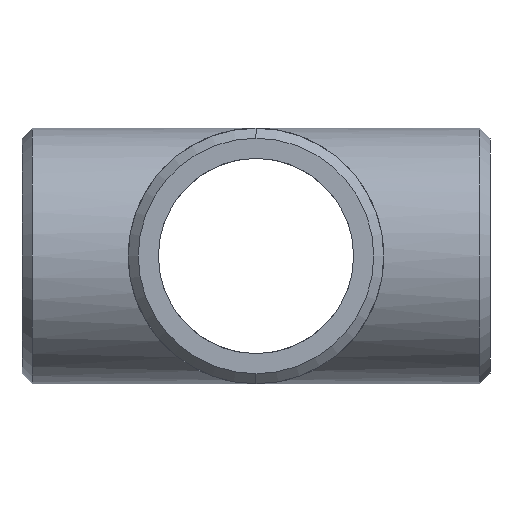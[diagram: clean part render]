
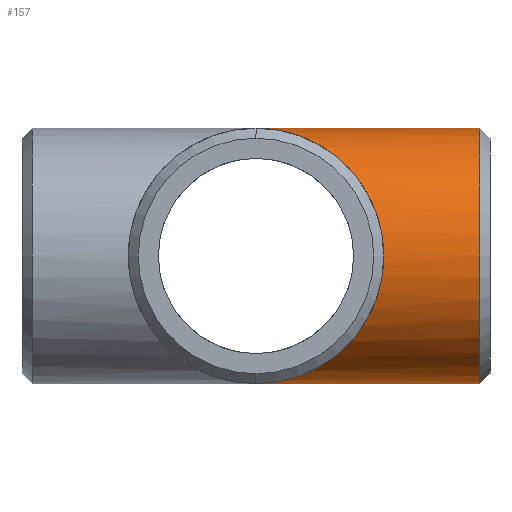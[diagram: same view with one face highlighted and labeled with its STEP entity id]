
A CAD part, left-side view. The second image highlights one B-rep face of the part: STEP entity #157.
In plain terms, the highlighted cylindrical face has radius 57.15 mm (diameter 114.3 mm), a partial arc.
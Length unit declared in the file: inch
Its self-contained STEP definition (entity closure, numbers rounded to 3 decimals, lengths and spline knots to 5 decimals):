
#18 = VERTEX_POINT ( 'NONE', #690 ) ;
#45 = VERTEX_POINT ( 'NONE', #518 ) ;
#71 = ORIENTED_EDGE ( 'NONE', *, *, #678, .T. ) ;
#93 = DIRECTION ( 'NONE',  ( 0., 0., -1. ) ) ;
#98 = CARTESIAN_POINT ( 'NONE',  ( -4.5, -4.5, 2.25 ) ) ;
#105 = AXIS2_PLACEMENT_3D ( 'NONE', #285, #289, #93 ) ;
#113 = CARTESIAN_POINT ( 'NONE',  ( 0., -4.12, -2.25 ) ) ;
#147 = EDGE_CURVE ( 'NONE', #45, #350, #762, .T. ) ;
#155 = VECTOR ( 'NONE', #205, 39.37008 ) ;
#157 = ADVANCED_FACE ( 'NONE', ( #667 ), #770, .T. ) ;
#161 = CARTESIAN_POINT ( 'NONE',  ( 0., 0., -2.25 ) ) ;
#181 = ORIENTED_EDGE ( 'NONE', *, *, #147, .F. ) ;
#205 = DIRECTION ( 'NONE',  ( 0., 1., 0. ) ) ;
#254 = CARTESIAN_POINT ( 'NONE',  ( 0., -3.943, -2.25 ) ) ;
#275 = LINE ( 'NONE', #113, #155 ) ;
#285 = CARTESIAN_POINT ( 'NONE',  ( 0., -4.12, 0. ) ) ;
#289 = DIRECTION ( 'NONE',  ( 0., 1., 0. ) ) ;
#338 = LINE ( 'NONE', #731, #580 ) ;
#350 = VERTEX_POINT ( 'NONE', #360 ) ;
#360 = CARTESIAN_POINT ( 'NONE',  ( 0., 0., 2.25 ) ) ;
#380 = ORIENTED_EDGE ( 'NONE', *, *, #575, .F. ) ;
#430 = DIRECTION ( 'NONE',  ( 0., 1., 0. ) ) ;
#449 = VERTEX_POINT ( 'NONE', #254 ) ;
#486 = ORIENTED_EDGE ( 'NONE', *, *, #681, .T. ) ;
#518 = CARTESIAN_POINT ( 'NONE',  ( 0., 0., -2.25 ) ) ;
#541 = CIRCLE ( 'NONE', #788, 2.25 ) ;
#575 = EDGE_CURVE ( 'NONE', #449, #45, #275, .T. ) ;
#580 = VECTOR ( 'NONE', #430, 39.37008 ) ;
#588 = CARTESIAN_POINT ( 'NONE',  ( 0., 0., 2.25 ) ) ;
#593 = DIRECTION ( 'NONE',  ( 0., 0., -1. ) ) ;
#667 = FACE_OUTER_BOUND ( 'NONE', #720, .T. ) ;
#672 = DIRECTION ( 'NONE',  ( 0., 1., 0. ) ) ;
#678 = EDGE_CURVE ( 'NONE', #18, #350, #338, .T. ) ;
#681 = EDGE_CURVE ( 'NONE', #449, #18, #541, .T. ) ;
#690 = CARTESIAN_POINT ( 'NONE',  ( 0., -3.943, 2.25 ) ) ;
#716 = CARTESIAN_POINT ( 'NONE',  ( -4.5, -4.5, -2.25 ) ) ;
#720 = EDGE_LOOP ( 'NONE', ( #486, #71, #181, #380 ) ) ;
#731 = CARTESIAN_POINT ( 'NONE',  ( 0., -4.12, 2.25 ) ) ;
#762 =( BOUNDED_CURVE ( )  B_SPLINE_CURVE ( 3, ( #161, #716, #98, #588 ),
 .UNSPECIFIED., .F., .T. ) 
 B_SPLINE_CURVE_WITH_KNOTS ( ( 4, 4 ),
 ( 4.71239, 7.85398 ),
 .UNSPECIFIED. ) 
 CURVE ( )  GEOMETRIC_REPRESENTATION_ITEM ( )  RATIONAL_B_SPLINE_CURVE ( ( 1., 0.333, 0.333, 1. ) ) 
 REPRESENTATION_ITEM ( '' )  );
#770 = CYLINDRICAL_SURFACE ( 'NONE', #105, 2.25 ) ;
#788 = AXIS2_PLACEMENT_3D ( 'NONE', #791, #672, #593 ) ;
#791 = CARTESIAN_POINT ( 'NONE',  ( 0., -3.943, 0. ) ) ;
